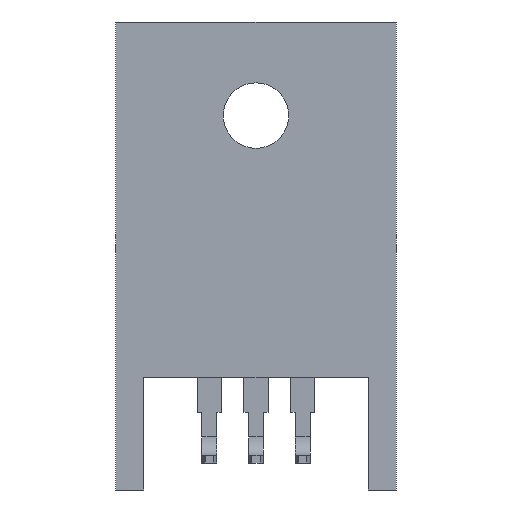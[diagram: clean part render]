
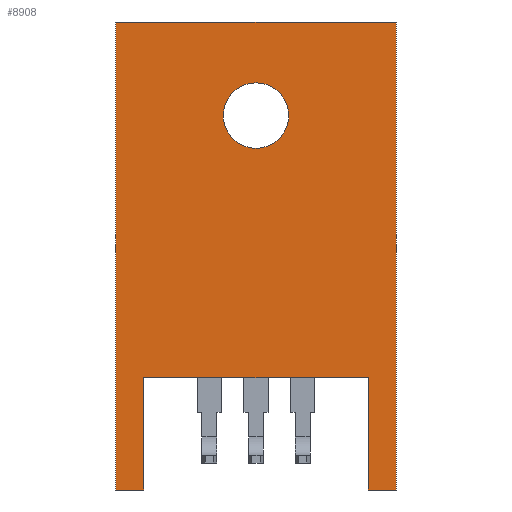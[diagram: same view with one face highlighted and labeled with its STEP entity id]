
A CAD part, front view. The second image highlights one B-rep face of the part: STEP entity #8908.
In plain terms, the highlighted planar face has unit normal (0, -1, 0).
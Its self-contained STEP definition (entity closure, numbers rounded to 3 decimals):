
#195 = LINE ( 'NONE', #6266, #8077 ) ;
#243 = ORIENTED_EDGE ( 'NONE', *, *, #8139, .T. ) ;
#292 = VERTEX_POINT ( 'NONE', #7568 ) ;
#380 = CARTESIAN_POINT ( 'NONE',  ( 7.5, 0., 25. ) ) ;
#497 = VERTEX_POINT ( 'NONE', #12696 ) ;
#639 = LINE ( 'NONE', #11993, #5589 ) ;
#651 = EDGE_CURVE ( 'NONE', #10898, #10775, #11912, .T. ) ;
#778 = DIRECTION ( 'NONE',  ( -1., 0., 0. ) ) ;
#900 = EDGE_CURVE ( 'NONE', #4256, #292, #9556, .T. ) ;
#1014 = EDGE_LOOP ( 'NONE', ( #243, #6000 ) ) ;
#1020 = PLANE ( 'NONE',  #6654 ) ;
#1060 = ORIENTED_EDGE ( 'NONE', *, *, #7579, .T. ) ;
#1211 = CARTESIAN_POINT ( 'NONE',  ( 0., 0., 20. ) ) ;
#1260 = EDGE_CURVE ( 'NONE', #292, #7689, #195, .T. ) ;
#1368 = LINE ( 'NONE', #5048, #6603 ) ;
#1493 = AXIS2_PLACEMENT_3D ( 'NONE', #1211, #8099, #2216 ) ;
#1795 = CARTESIAN_POINT ( 'NONE',  ( 6., 0., 25. ) ) ;
#1859 = CIRCLE ( 'NONE', #1493, 1.75 ) ;
#2216 = DIRECTION ( 'NONE',  ( -1., 0., 0. ) ) ;
#2693 = CARTESIAN_POINT ( 'NONE',  ( -7.5, 0., 25. ) ) ;
#2782 = CARTESIAN_POINT ( 'NONE',  ( -7.5, 0., 6. ) ) ;
#2947 = LINE ( 'NONE', #2782, #10487 ) ;
#3016 = DIRECTION ( 'NONE',  ( -1., 0., 0. ) ) ;
#3338 = DIRECTION ( 'NONE',  ( 0., 0., -1. ) ) ;
#3344 = DIRECTION ( 'NONE',  ( 0., 0., -1. ) ) ;
#3633 = EDGE_CURVE ( 'NONE', #11081, #497, #7380, .T. ) ;
#3641 = ORIENTED_EDGE ( 'NONE', *, *, #900, .T. ) ;
#3772 = DIRECTION ( 'NONE',  ( 1., 0., 0. ) ) ;
#3815 = FACE_BOUND ( 'NONE', #1014, .T. ) ;
#4116 = EDGE_CURVE ( 'NONE', #8990, #7685, #1859, .T. ) ;
#4256 = VERTEX_POINT ( 'NONE', #6371 ) ;
#4802 = CARTESIAN_POINT ( 'NONE',  ( -6., 0., 25. ) ) ;
#5048 = CARTESIAN_POINT ( 'NONE',  ( -7.5, 0., 25. ) ) ;
#5100 = DIRECTION ( 'NONE',  ( 1., 0., 0. ) ) ;
#5407 = VECTOR ( 'NONE', #3338, 1000. ) ;
#5589 = VECTOR ( 'NONE', #8775, 1000. ) ;
#5783 = DIRECTION ( 'NONE',  ( 0., 0., 1. ) ) ;
#5841 = EDGE_CURVE ( 'NONE', #10898, #10779, #1368, .T. ) ;
#6000 = ORIENTED_EDGE ( 'NONE', *, *, #4116, .T. ) ;
#6063 = CARTESIAN_POINT ( 'NONE',  ( 1.75, 0., 20. ) ) ;
#6078 = ORIENTED_EDGE ( 'NONE', *, *, #3633, .T. ) ;
#6266 = CARTESIAN_POINT ( 'NONE',  ( -7.5, 0., 0. ) ) ;
#6297 = CARTESIAN_POINT ( 'NONE',  ( -7.5, 0., 0. ) ) ;
#6347 = CARTESIAN_POINT ( 'NONE',  ( 7.5, 0., 25. ) ) ;
#6371 = CARTESIAN_POINT ( 'NONE',  ( 6., 0., 6. ) ) ;
#6603 = VECTOR ( 'NONE', #5100, 1000. ) ;
#6654 = AXIS2_PLACEMENT_3D ( 'NONE', #7914, #8899, #3016 ) ;
#6681 = DIRECTION ( 'NONE',  ( 0., 1., 0. ) ) ;
#6947 = LINE ( 'NONE', #6347, #12213 ) ;
#7226 = VECTOR ( 'NONE', #8667, 1000. ) ;
#7258 = DIRECTION ( 'NONE',  ( 1., 0., 0. ) ) ;
#7351 = EDGE_CURVE ( 'NONE', #10779, #7689, #6947, .T. ) ;
#7380 = LINE ( 'NONE', #4802, #12321 ) ;
#7568 = CARTESIAN_POINT ( 'NONE',  ( 6., 0., 0. ) ) ;
#7579 = EDGE_CURVE ( 'NONE', #497, #4256, #2947, .T. ) ;
#7627 = AXIS2_PLACEMENT_3D ( 'NONE', #12593, #6681, #778 ) ;
#7685 = VERTEX_POINT ( 'NONE', #9799 ) ;
#7689 = VERTEX_POINT ( 'NONE', #11807 ) ;
#7754 = CARTESIAN_POINT ( 'NONE',  ( -6., 0., 0. ) ) ;
#7914 = CARTESIAN_POINT ( 'NONE',  ( -7.5, 0., 25. ) ) ;
#7980 = ORIENTED_EDGE ( 'NONE', *, *, #11671, .T. ) ;
#8077 = VECTOR ( 'NONE', #7258, 1000. ) ;
#8099 = DIRECTION ( 'NONE',  ( 0., 1., 0. ) ) ;
#8139 = EDGE_CURVE ( 'NONE', #7685, #8990, #8780, .T. ) ;
#8234 = CARTESIAN_POINT ( 'NONE',  ( -7.5, 0., 25. ) ) ;
#8667 = DIRECTION ( 'NONE',  ( 0., 0., -1. ) ) ;
#8775 = DIRECTION ( 'NONE',  ( 1., 0., 0. ) ) ;
#8780 = CIRCLE ( 'NONE', #7627, 1.75 ) ;
#8899 = DIRECTION ( 'NONE',  ( 0., 1., 0. ) ) ;
#8908 = ADVANCED_FACE ( 'NONE', ( #3815, #11371 ), #1020, .F. ) ;
#8990 = VERTEX_POINT ( 'NONE', #6063 ) ;
#9117 = ORIENTED_EDGE ( 'NONE', *, *, #7351, .F. ) ;
#9339 = ORIENTED_EDGE ( 'NONE', *, *, #1260, .T. ) ;
#9556 = LINE ( 'NONE', #1795, #7226 ) ;
#9799 = CARTESIAN_POINT ( 'NONE',  ( -1.75, 0., 20. ) ) ;
#10487 = VECTOR ( 'NONE', #3772, 1000. ) ;
#10775 = VERTEX_POINT ( 'NONE', #6297 ) ;
#10779 = VERTEX_POINT ( 'NONE', #380 ) ;
#10898 = VERTEX_POINT ( 'NONE', #2693 ) ;
#10956 = EDGE_LOOP ( 'NONE', ( #1060, #3641, #9339, #9117, #11788, #12531, #7980, #6078 ) ) ;
#11081 = VERTEX_POINT ( 'NONE', #7754 ) ;
#11371 = FACE_OUTER_BOUND ( 'NONE', #10956, .T. ) ;
#11671 = EDGE_CURVE ( 'NONE', #10775, #11081, #639, .T. ) ;
#11788 = ORIENTED_EDGE ( 'NONE', *, *, #5841, .F. ) ;
#11807 = CARTESIAN_POINT ( 'NONE',  ( 7.5, 0., 0. ) ) ;
#11912 = LINE ( 'NONE', #8234, #5407 ) ;
#11993 = CARTESIAN_POINT ( 'NONE',  ( -7.5, 0., 0. ) ) ;
#12213 = VECTOR ( 'NONE', #3344, 1000. ) ;
#12321 = VECTOR ( 'NONE', #5783, 1000. ) ;
#12531 = ORIENTED_EDGE ( 'NONE', *, *, #651, .T. ) ;
#12593 = CARTESIAN_POINT ( 'NONE',  ( 0., 0., 20. ) ) ;
#12696 = CARTESIAN_POINT ( 'NONE',  ( -6., 0., 6. ) ) ;
